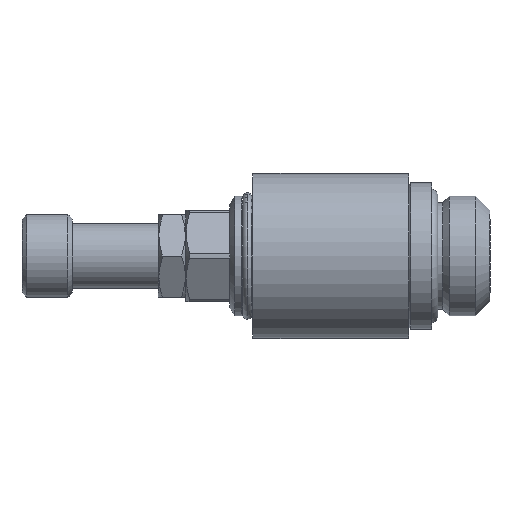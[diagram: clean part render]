
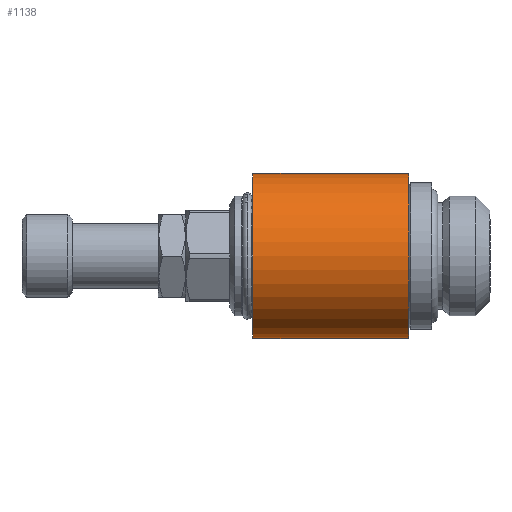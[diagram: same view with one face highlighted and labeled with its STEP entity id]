
A CAD part, left-side view. The second image highlights one B-rep face of the part: STEP entity #1138.
In plain terms, the highlighted cylindrical face has radius 9 mm (diameter 18 mm), a partial arc.
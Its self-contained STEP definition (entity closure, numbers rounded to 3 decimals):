
#193 = EDGE_CURVE ( 'NONE', #341, #194, #1807, .T. ) ;
#194 = VERTEX_POINT ( 'NONE', #1803 ) ;
#318 = VERTEX_POINT ( 'NONE', #2217 ) ;
#320 = EDGE_CURVE ( 'NONE', #342, #318, #2235, .T. ) ;
#341 = VERTEX_POINT ( 'NONE', #2183 ) ;
#342 = VERTEX_POINT ( 'NONE', #2206 ) ;
#914 = EDGE_CURVE ( 'NONE', #194, #318, #4396, .T. ) ;
#1057 = ORIENTED_EDGE ( 'NONE', *, *, #914, .F. ) ;
#1136 = EDGE_CURVE ( 'NONE', #342, #341, #2938, .T. ) ;
#1138 = ADVANCED_FACE ( 'NONE', ( #2935 ), #2927, .T. ) ;
#1139 = EDGE_LOOP ( 'NONE', ( #1140, #1141, #1142, #1057 ) ) ;
#1140 = ORIENTED_EDGE ( 'NONE', *, *, #193, .F. ) ;
#1141 = ORIENTED_EDGE ( 'NONE', *, *, #1136, .F. ) ;
#1142 = ORIENTED_EDGE ( 'NONE', *, *, #320, .T. ) ;
#1803 = CARTESIAN_POINT ( 'NONE',  ( 0., 26.2, -9. ) ) ;
#1804 = DIRECTION ( 'NONE',  ( 0., 1., 0. ) ) ;
#1805 = VECTOR ( 'NONE', #1804, 1000. ) ;
#1806 = CARTESIAN_POINT ( 'NONE',  ( 0., 32.286, -9. ) ) ;
#1807 = LINE ( 'NONE', #1806, #1805 ) ;
#2183 = CARTESIAN_POINT ( 'NONE',  ( 0., 9.2, -9. ) ) ;
#2206 = CARTESIAN_POINT ( 'NONE',  ( 0., 9.2, 9. ) ) ;
#2217 = CARTESIAN_POINT ( 'NONE',  ( 0., 26.2, 9. ) ) ;
#2232 = DIRECTION ( 'NONE',  ( 0., 1., 0. ) ) ;
#2233 = VECTOR ( 'NONE', #2232, 1000. ) ;
#2234 = CARTESIAN_POINT ( 'NONE',  ( 0., 32.286, 9. ) ) ;
#2235 = LINE ( 'NONE', #2234, #2233 ) ;
#2924 = DIRECTION ( 'NONE',  ( 0., 1., 0. ) ) ;
#2925 = AXIS2_PLACEMENT_3D ( 'NONE', #2926, #2924, #2936 ) ;
#2926 = CARTESIAN_POINT ( 'NONE',  ( 0., 32.286, 0. ) ) ;
#2927 = CYLINDRICAL_SURFACE ( 'NONE', #2925, 9. ) ;
#2935 = FACE_OUTER_BOUND ( 'NONE', #1139, .T. ) ;
#2936 = DIRECTION ( 'NONE',  ( 0., 0., 1. ) ) ;
#2937 = DIRECTION ( 'NONE',  ( 0., 0., -1. ) ) ;
#2938 = CIRCLE ( 'NONE', #2940, 9. ) ;
#2939 = CARTESIAN_POINT ( 'NONE',  ( 0., 9.2, 0. ) ) ;
#2940 = AXIS2_PLACEMENT_3D ( 'NONE', #2939, #2942, #2937 ) ;
#2942 = DIRECTION ( 'NONE',  ( 0., -1., 0. ) ) ;
#4388 = DIRECTION ( 'NONE',  ( 0., 1., 0. ) ) ;
#4389 = AXIS2_PLACEMENT_3D ( 'NONE', #4395, #4388, #4403 ) ;
#4395 = CARTESIAN_POINT ( 'NONE',  ( 0., 26.2, 0. ) ) ;
#4396 = CIRCLE ( 'NONE', #4389, 9. ) ;
#4403 = DIRECTION ( 'NONE',  ( 0., 0., 1. ) ) ;
